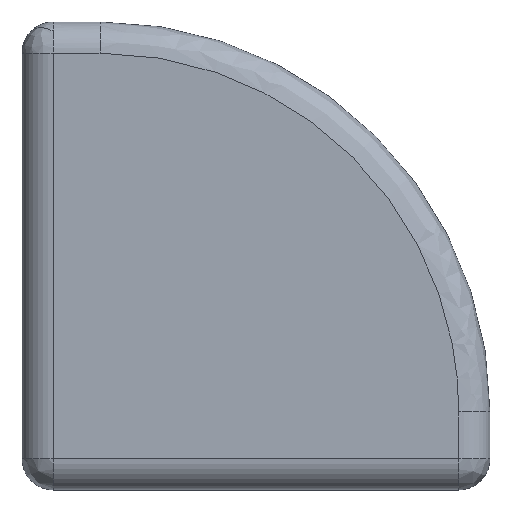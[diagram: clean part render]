
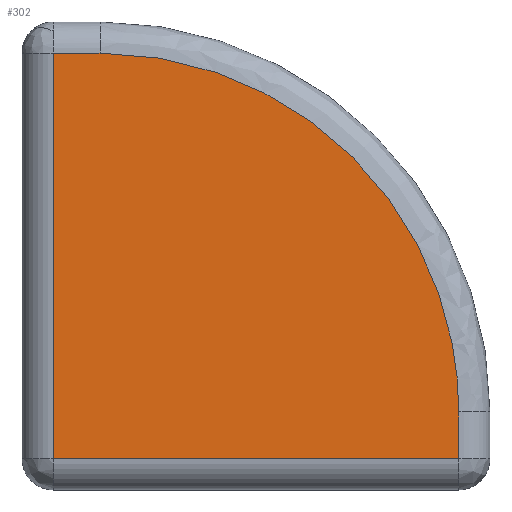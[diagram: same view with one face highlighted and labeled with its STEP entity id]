
A CAD part, top view. The second image highlights one B-rep face of the part: STEP entity #302.
In plain terms, the highlighted planar face has unit normal (0, 0, 1).
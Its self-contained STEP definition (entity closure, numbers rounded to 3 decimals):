
#33 = CARTESIAN_POINT ( 'NONE',  ( 3.473, 13., 3. ) ) ;
#41 = LINE ( 'NONE', #766, #662 ) ;
#153 = CARTESIAN_POINT ( 'NONE',  ( 0., 0., 3. ) ) ;
#164 = VERTEX_POINT ( 'NONE', #273 ) ;
#166 = DIRECTION ( 'NONE',  ( -1., 0., 0. ) ) ;
#179 = DIRECTION ( 'NONE',  ( -1., 0., 0. ) ) ;
#218 = ORIENTED_EDGE ( 'NONE', *, *, #1205, .F. ) ;
#219 = LINE ( 'NONE', #1462, #1410 ) ;
#266 = VECTOR ( 'NONE', #1082, 1000. ) ;
#273 = CARTESIAN_POINT ( 'NONE',  ( -13., -13., 3. ) ) ;
#294 = ORIENTED_EDGE ( 'NONE', *, *, #1441, .F. ) ;
#302 = ADVANCED_FACE ( 'NONE', ( #862 ), #434, .F. ) ;
#332 = VERTEX_POINT ( 'NONE', #1619 ) ;
#337 = CARTESIAN_POINT ( 'NONE',  ( 13., -10., 3. ) ) ;
#361 = AXIS2_PLACEMENT_3D ( 'NONE', #153, #1063, #166 ) ;
#400 = VERTEX_POINT ( 'NONE', #1263 ) ;
#412 = DIRECTION ( 'NONE',  ( 0., -1., 0. ) ) ;
#416 = VERTEX_POINT ( 'NONE', #1692 ) ;
#434 = PLANE ( 'NONE',  #361 ) ;
#622 = CARTESIAN_POINT ( 'NONE',  ( -15., 13., 3. ) ) ;
#628 =( BOUNDED_CURVE ( )  B_SPLINE_CURVE ( 3, ( #786, #33, #641, #337 ),
 .UNSPECIFIED., .F., .F. ) 
 B_SPLINE_CURVE_WITH_KNOTS ( ( 4, 4 ),
 ( 0., 1. ),
 .UNSPECIFIED. ) 
 CURVE ( )  GEOMETRIC_REPRESENTATION_ITEM ( )  RATIONAL_B_SPLINE_CURVE ( ( 1., 0.805, 0.805, 1. ) ) 
 REPRESENTATION_ITEM ( '' )  );
#641 = CARTESIAN_POINT ( 'NONE',  ( 13., 3.473, 3. ) ) ;
#662 = VECTOR ( 'NONE', #179, 1000. ) ;
#751 = ORIENTED_EDGE ( 'NONE', *, *, #890, .F. ) ;
#766 = CARTESIAN_POINT ( 'NONE',  ( 15., -13., 3. ) ) ;
#786 = CARTESIAN_POINT ( 'NONE',  ( -10., 13., 3. ) ) ;
#808 = EDGE_CURVE ( 'NONE', #332, #164, #41, .T. ) ;
#862 = FACE_OUTER_BOUND ( 'NONE', #1453, .T. ) ;
#890 = EDGE_CURVE ( 'NONE', #400, #416, #1504, .T. ) ;
#1026 = DIRECTION ( 'NONE',  ( 0., 1., 0. ) ) ;
#1063 = DIRECTION ( 'NONE',  ( 0., 0., -1. ) ) ;
#1082 = DIRECTION ( 'NONE',  ( 1., 0., 0. ) ) ;
#1126 = ORIENTED_EDGE ( 'NONE', *, *, #808, .F. ) ;
#1167 = CARTESIAN_POINT ( 'NONE',  ( -13., -15., 3. ) ) ;
#1205 = EDGE_CURVE ( 'NONE', #1405, #332, #219, .T. ) ;
#1263 = CARTESIAN_POINT ( 'NONE',  ( -13., 13., 3. ) ) ;
#1405 = VERTEX_POINT ( 'NONE', #1881 ) ;
#1410 = VECTOR ( 'NONE', #412, 1000. ) ;
#1441 = EDGE_CURVE ( 'NONE', #164, #400, #1749, .T. ) ;
#1453 = EDGE_LOOP ( 'NONE', ( #218, #1871, #751, #294, #1126 ) ) ;
#1462 = CARTESIAN_POINT ( 'NONE',  ( 13., 15., 3. ) ) ;
#1504 = LINE ( 'NONE', #622, #266 ) ;
#1521 = VECTOR ( 'NONE', #1026, 1000. ) ;
#1619 = CARTESIAN_POINT ( 'NONE',  ( 13., -13., 3. ) ) ;
#1686 = EDGE_CURVE ( 'NONE', #416, #1405, #628, .T. ) ;
#1692 = CARTESIAN_POINT ( 'NONE',  ( -10., 13., 3. ) ) ;
#1749 = LINE ( 'NONE', #1167, #1521 ) ;
#1871 = ORIENTED_EDGE ( 'NONE', *, *, #1686, .F. ) ;
#1881 = CARTESIAN_POINT ( 'NONE',  ( 13., -10., 3. ) ) ;
